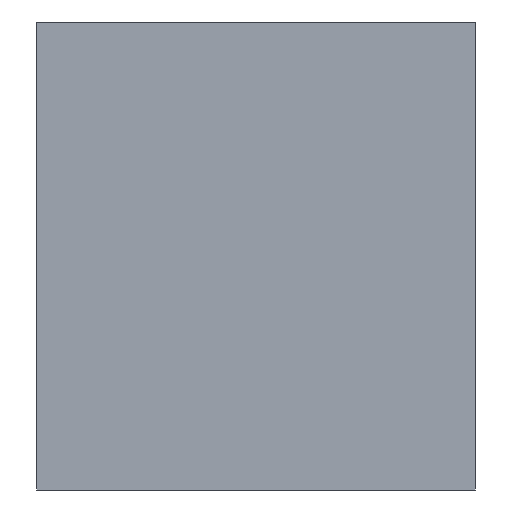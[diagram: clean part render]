
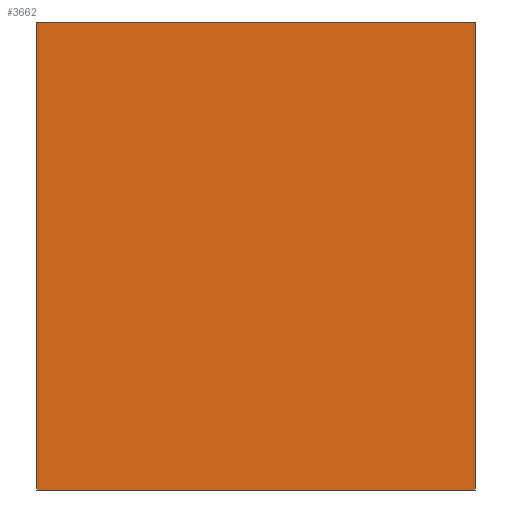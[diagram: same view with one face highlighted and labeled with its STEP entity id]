
A CAD part, front view. The second image highlights one B-rep face of the part: STEP entity #3662.
In plain terms, the highlighted planar face has unit normal (0, -1, 0).
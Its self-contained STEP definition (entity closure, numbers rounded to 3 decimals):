
#3562=CARTESIAN_POINT('',(-60.0,-70.,-64.0));
#3563=VERTEX_POINT('',#3562);
#3570=CARTESIAN_POINT('',(-60.0,-70.,64.0));
#3571=VERTEX_POINT('',#3570);
#3572=CARTESIAN_POINT('',(-60.0,-70.,64.0));
#3573=DIRECTION('',(0.0,0.0,-1.0));
#3574=VECTOR('',#3573,128.0);
#3575=LINE('',#3572,#3574);
#3576=EDGE_CURVE('',#3571,#3563,#3575,.T.);
#3632=CARTESIAN_POINT('',(0.0,-70.,-64.0));
#3633=DIRECTION('',(0.0,-1.0,0.0));
#3634=DIRECTION('',(0.0,0.0,-1.0));
#3635=AXIS2_PLACEMENT_3D('',#3632,#3633,#3634);
#3636=PLANE('',#3635);
#3637=CARTESIAN_POINT('',(60.0,-70.,-64.0));
#3638=VERTEX_POINT('',#3637);
#3639=CARTESIAN_POINT('',(60.0,-70.,64.0));
#3640=VERTEX_POINT('',#3639);
#3641=CARTESIAN_POINT('',(60.0,-70.,-64.0));
#3642=DIRECTION('',(0.0,0.0,1.0));
#3643=VECTOR('',#3642,128.0);
#3644=LINE('',#3641,#3643);
#3645=EDGE_CURVE('',#3638,#3640,#3644,.T.);
#3646=ORIENTED_EDGE('',*,*,#3645,.T.);
#3647=CARTESIAN_POINT('',(-60.0,-70.,64.0));
#3648=DIRECTION('',(1.0,0.0,0.0));
#3649=VECTOR('',#3648,120.0);
#3650=LINE('',#3647,#3649);
#3651=EDGE_CURVE('',#3571,#3640,#3650,.T.);
#3652=ORIENTED_EDGE('',*,*,#3651,.F.);
#3653=ORIENTED_EDGE('',*,*,#3576,.T.);
#3654=CARTESIAN_POINT('',(60.0,-70.,-64.0));
#3655=DIRECTION('',(-1.0,0.0,0.0));
#3656=VECTOR('',#3655,120.0);
#3657=LINE('',#3654,#3656);
#3658=EDGE_CURVE('',#3638,#3563,#3657,.T.);
#3659=ORIENTED_EDGE('',*,*,#3658,.F.);
#3660=EDGE_LOOP('',(#3646,#3652,#3653,#3659));
#3661=FACE_OUTER_BOUND('',#3660,.T.);
#3662=ADVANCED_FACE('',(#3661),#3636,.T.);
